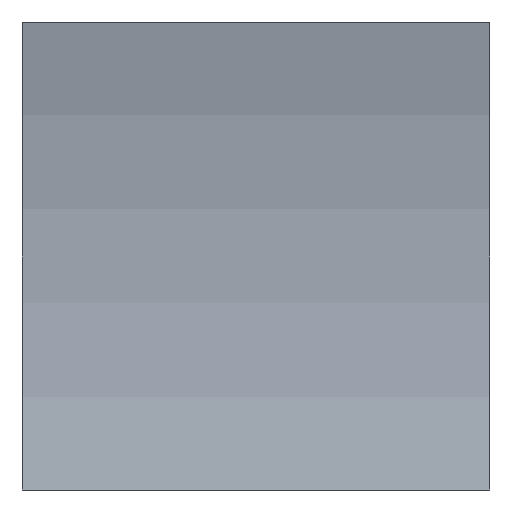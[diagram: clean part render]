
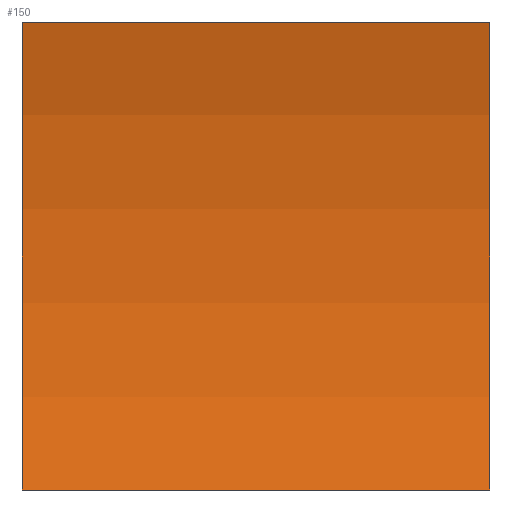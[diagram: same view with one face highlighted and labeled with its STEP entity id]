
A CAD part, left-side view. The second image highlights one B-rep face of the part: STEP entity #150.
In plain terms, the highlighted cylindrical face has radius 38.78 mm (diameter 77.56 mm), a partial arc.
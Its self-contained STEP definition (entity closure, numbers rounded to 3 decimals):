
#4 = DIRECTION ( 'NONE',  ( 0., -1., 0. ) ) ;
#5 = DIRECTION ( 'NONE',  ( 0., 0., 1. ) ) ;
#6 = VECTOR ( 'NONE', #8, 1000. ) ;
#8 = DIRECTION ( 'NONE',  ( 0., -1., 0. ) ) ;
#13 = DIRECTION ( 'NONE',  ( 0., 0., 1. ) ) ;
#22 = ORIENTED_EDGE ( 'NONE', *, *, #114, .F. ) ;
#26 = CYLINDRICAL_SURFACE ( 'NONE', #99, 38.78 ) ;
#34 = CARTESIAN_POINT ( 'NONE',  ( -4.312, 0., 20. ) ) ;
#37 = CARTESIAN_POINT ( 'NONE',  ( -41.78, 20., 10. ) ) ;
#38 = AXIS2_PLACEMENT_3D ( 'NONE', #37, #118, #13 ) ;
#41 = ORIENTED_EDGE ( 'NONE', *, *, #183, .F. ) ;
#62 = DIRECTION ( 'NONE',  ( 0., -1., 0. ) ) ;
#72 = CIRCLE ( 'NONE', #134, 38.78 ) ;
#74 = ORIENTED_EDGE ( 'NONE', *, *, #179, .T. ) ;
#75 = LINE ( 'NONE', #201, #6 ) ;
#86 = CIRCLE ( 'NONE', #38, 38.78 ) ;
#87 = VERTEX_POINT ( 'NONE', #140 ) ;
#88 = ORIENTED_EDGE ( 'NONE', *, *, #167, .T. ) ;
#99 = AXIS2_PLACEMENT_3D ( 'NONE', #168, #62, #198 ) ;
#114 = EDGE_CURVE ( 'NONE', #87, #121, #131, .T. ) ;
#118 = DIRECTION ( 'NONE',  ( 0., -1., 0. ) ) ;
#121 = VERTEX_POINT ( 'NONE', #34 ) ;
#123 = CARTESIAN_POINT ( 'NONE',  ( -4.312, 0., 0. ) ) ;
#131 = LINE ( 'NONE', #141, #147 ) ;
#134 = AXIS2_PLACEMENT_3D ( 'NONE', #185, #4, #5 ) ;
#139 = FACE_OUTER_BOUND ( 'NONE', #144, .T. ) ;
#140 = CARTESIAN_POINT ( 'NONE',  ( -4.312, 20., 20. ) ) ;
#141 = CARTESIAN_POINT ( 'NONE',  ( -4.312, 20., 20. ) ) ;
#144 = EDGE_LOOP ( 'NONE', ( #88, #22, #41, #74 ) ) ;
#147 = VECTOR ( 'NONE', #163, 1000. ) ;
#150 = ADVANCED_FACE ( 'NONE', ( #139 ), #26, .F. ) ;
#163 = DIRECTION ( 'NONE',  ( 0., -1., 0. ) ) ;
#167 = EDGE_CURVE ( 'NONE', #193, #121, #72, .T. ) ;
#168 = CARTESIAN_POINT ( 'NONE',  ( -41.78, 20., 10. ) ) ;
#177 = CARTESIAN_POINT ( 'NONE',  ( -4.312, 20., 0. ) ) ;
#179 = EDGE_CURVE ( 'NONE', #181, #193, #75, .T. ) ;
#181 = VERTEX_POINT ( 'NONE', #177 ) ;
#183 = EDGE_CURVE ( 'NONE', #181, #87, #86, .T. ) ;
#185 = CARTESIAN_POINT ( 'NONE',  ( -41.78, 0., 10. ) ) ;
#193 = VERTEX_POINT ( 'NONE', #123 ) ;
#198 = DIRECTION ( 'NONE',  ( 0., 0., -1. ) ) ;
#201 = CARTESIAN_POINT ( 'NONE',  ( -4.312, 20., 0. ) ) ;
